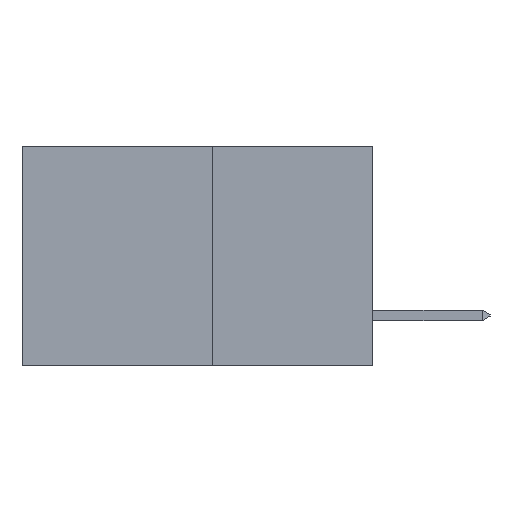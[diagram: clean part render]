
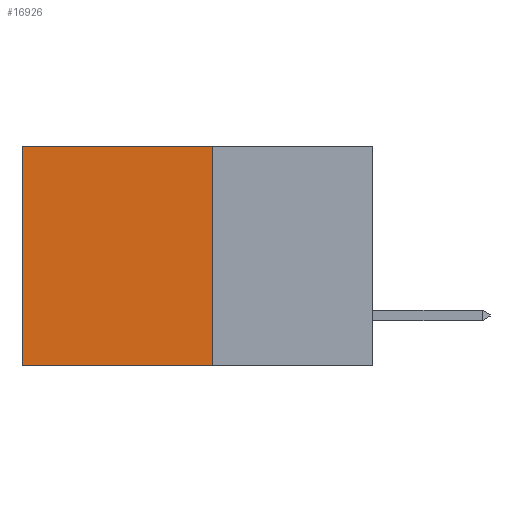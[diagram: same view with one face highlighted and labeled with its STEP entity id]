
A CAD part, left-side view. The second image highlights one B-rep face of the part: STEP entity #16926.
In plain terms, the highlighted planar face has unit normal (-1, 0, 0).
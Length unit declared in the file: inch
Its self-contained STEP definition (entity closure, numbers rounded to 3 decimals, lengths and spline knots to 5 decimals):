
#1367 = ORIENTED_EDGE ( 'NONE', *, *, #19878, .T. ) ;
#2331 = CARTESIAN_POINT ( 'NONE',  ( 0.277, 0.27, -0.37 ) ) ;
#2696 = LINE ( 'NONE', #30452, #8661 ) ;
#2939 = CARTESIAN_POINT ( 'NONE',  ( 0.277, 0.59, -0.37 ) ) ;
#5509 = DIRECTION ( 'NONE',  ( 0., 0., -1. ) ) ;
#6053 = CARTESIAN_POINT ( 'NONE',  ( 0.277, 0.59, 0. ) ) ;
#7260 = EDGE_CURVE ( 'NONE', #12575, #27381, #18790, .T. ) ;
#7488 = DIRECTION ( 'NONE',  ( 0., 1., 0. ) ) ;
#8403 = PLANE ( 'NONE',  #28594 ) ;
#8661 = VECTOR ( 'NONE', #7488, 39.37008 ) ;
#9226 = CARTESIAN_POINT ( 'NONE',  ( 0.277, 0.27, 0. ) ) ;
#10500 = VECTOR ( 'NONE', #15086, 39.37008 ) ;
#10959 = CARTESIAN_POINT ( 'NONE',  ( 0.277, 0.27, -0.37 ) ) ;
#12575 = VERTEX_POINT ( 'NONE', #26494 ) ;
#13511 = DIRECTION ( 'NONE',  ( 0., 0., -1. ) ) ;
#13719 = EDGE_CURVE ( 'NONE', #12575, #15763, #17259, .T. ) ;
#14057 = EDGE_LOOP ( 'NONE', ( #1367, #24114, #21277, #30200 ) ) ;
#15086 = DIRECTION ( 'NONE',  ( 0., 0., -1. ) ) ;
#15763 = VERTEX_POINT ( 'NONE', #25948 ) ;
#16926 = ADVANCED_FACE ( 'NONE', ( #28662 ), #8403, .F. ) ;
#17259 = LINE ( 'NONE', #2331, #10500 ) ;
#17397 = LINE ( 'NONE', #2939, #30187 ) ;
#18790 = LINE ( 'NONE', #9226, #32348 ) ;
#19737 = EDGE_CURVE ( 'NONE', #15763, #26266, #2696, .T. ) ;
#19878 = EDGE_CURVE ( 'NONE', #27381, #26266, #17397, .T. ) ;
#21277 = ORIENTED_EDGE ( 'NONE', *, *, #13719, .F. ) ;
#22199 = CARTESIAN_POINT ( 'NONE',  ( 0.277, 0.59, -0.37 ) ) ;
#24114 = ORIENTED_EDGE ( 'NONE', *, *, #19737, .F. ) ;
#25948 = CARTESIAN_POINT ( 'NONE',  ( 0.277, 0.27, -0.37 ) ) ;
#26266 = VERTEX_POINT ( 'NONE', #22199 ) ;
#26494 = CARTESIAN_POINT ( 'NONE',  ( 0.277, 0.27, 0. ) ) ;
#27381 = VERTEX_POINT ( 'NONE', #6053 ) ;
#28594 = AXIS2_PLACEMENT_3D ( 'NONE', #10959, #28834, #13511 ) ;
#28662 = FACE_OUTER_BOUND ( 'NONE', #14057, .T. ) ;
#28834 = DIRECTION ( 'NONE',  ( 1., 0., 0. ) ) ;
#29644 = DIRECTION ( 'NONE',  ( 0., 1., 0. ) ) ;
#30187 = VECTOR ( 'NONE', #5509, 39.37008 ) ;
#30200 = ORIENTED_EDGE ( 'NONE', *, *, #7260, .T. ) ;
#30452 = CARTESIAN_POINT ( 'NONE',  ( 0.277, 0.27, -0.37 ) ) ;
#32348 = VECTOR ( 'NONE', #29644, 39.37008 ) ;
